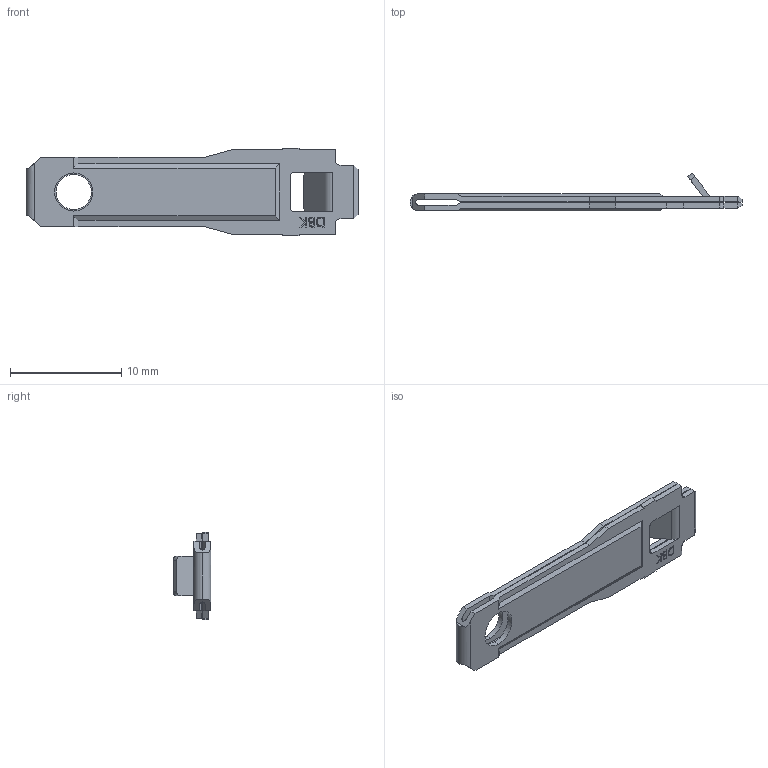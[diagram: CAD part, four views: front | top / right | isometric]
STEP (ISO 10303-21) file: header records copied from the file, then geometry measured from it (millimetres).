
FILE_DESCRIPTION (( 'STEP AP203' ), '1' );
FILE_NAME ('14402.STEP', '2015-02-23T20:05:19', ( '' ), ( '' ), 'SwSTEP 2.0', 'SolidWorks 2014', '' );
FILE_SCHEMA (( 'CONFIG_CONTROL_DESIGN' ));
Length unit declared in the file: inch
Products named in the file (1): 14402
Bounding box: 29.9 x 3.39 x 7.84 mm (x, y, z)
Volume: 187.1 mm3; surface area: 832.3 mm2
Topology: 1 solids, 1 shells, 153 faces, 433 edges, 284 vertices
Faces by surface type: plane 117, cylinder 20, bspline 16
Entity records: 5872 total; most frequent: CARTESIAN_POINT 1903, ORIENTED_EDGE 866, DIRECTION 707, EDGE_CURVE 433, VECTOR 355, LINE 355, VERTEX_POINT 284, AXIS2_PLACEMENT_3D 176
